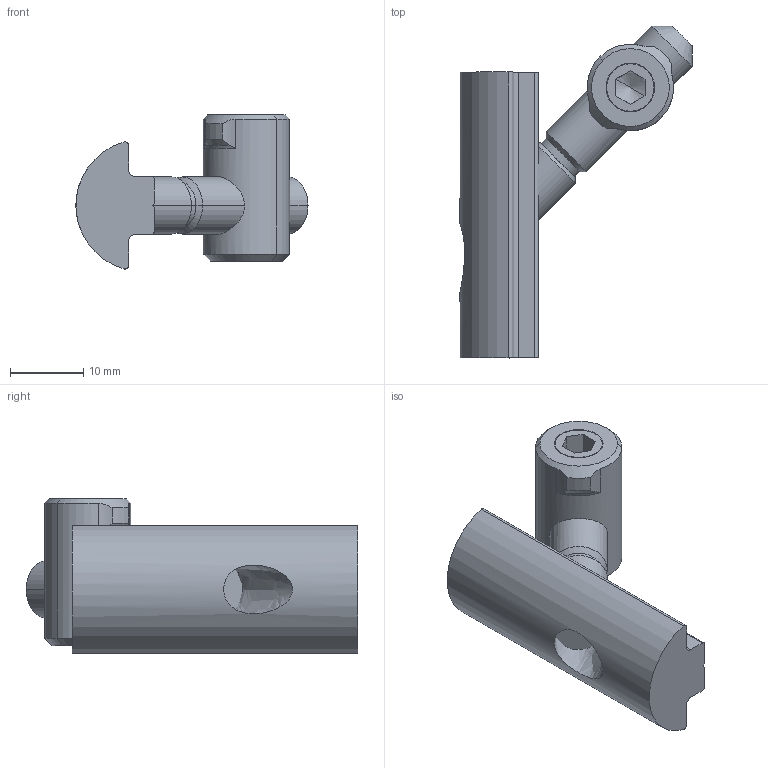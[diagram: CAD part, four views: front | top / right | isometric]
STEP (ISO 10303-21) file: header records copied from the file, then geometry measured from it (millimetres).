
FILE_DESCRIPTION((''),'2;1');
FILE_NAME('SV1151V.stp','2009-11-25T09:43:21',(''),(''),'Mechanical Desktop 2007','Mechanical Desktop 2007',', , ');
FILE_SCHEMA(('CONFIG_CONTROL_DESIGN'));
Length unit declared in the file: millimetre
Products named in the file (2): SV1151VA; SV1151V
Assembly tree (1 placements, depth 2):
  SV1151VA
    SV1151V
Bounding box: 31.67 x 45.29 x 21.03 mm (x, y, z)
Volume: 6244.9 mm3; surface area: 4835 mm2
Topology: 3 solids, 4 shells, 75 faces, 186 edges, 116 vertices
Faces by surface type: plane 25, cylinder 23, cone 22, bspline 5
Entity records: 2721 total; most frequent: CARTESIAN_POINT 897, DIRECTION 362, ORIENTED_EDGE 348, EDGE_CURVE 176, AXIS2_PLACEMENT_3D 139, VERTEX_POINT 113, EDGE_LOOP 86, VECTOR 84
